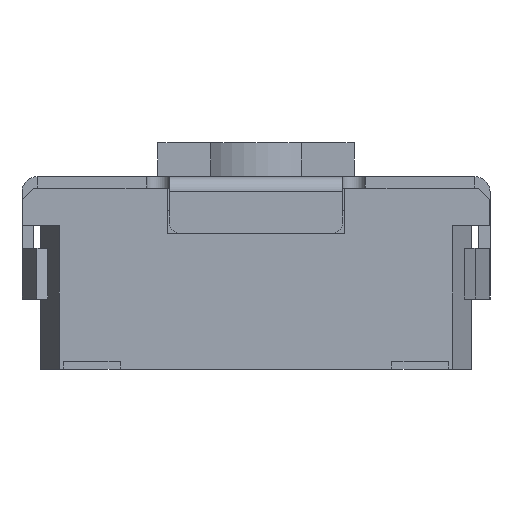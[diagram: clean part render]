
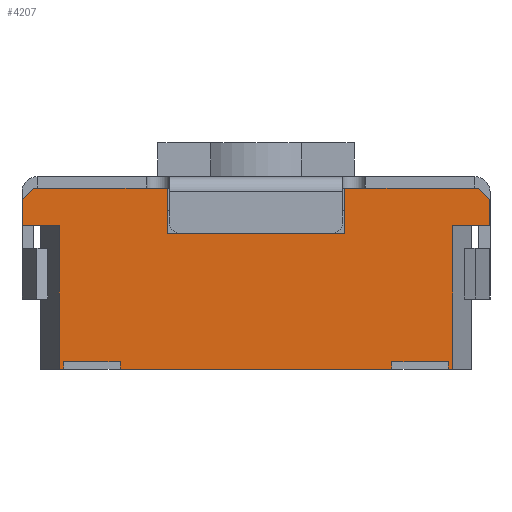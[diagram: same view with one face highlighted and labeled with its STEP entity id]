
A CAD part, left-side view. The second image highlights one B-rep face of the part: STEP entity #4207.
In plain terms, the highlighted planar face has unit normal (-1, 0, 0).
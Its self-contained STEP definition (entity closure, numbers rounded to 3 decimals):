
#295=ORIENTED_EDGE('',*,*,#1539,.F.);
#296=ORIENTED_EDGE('',*,*,#1540,.T.);
#297=ORIENTED_EDGE('',*,*,#1541,.F.);
#298=ORIENTED_EDGE('',*,*,#1542,.F.);
#299=ORIENTED_EDGE('',*,*,#1455,.F.);
#300=ORIENTED_EDGE('',*,*,#1543,.T.);
#301=ORIENTED_EDGE('',*,*,#1495,.F.);
#302=ORIENTED_EDGE('',*,*,#1544,.T.);
#303=ORIENTED_EDGE('',*,*,#1545,.T.);
#304=ORIENTED_EDGE('',*,*,#1546,.T.);
#305=ORIENTED_EDGE('',*,*,#1547,.T.);
#306=ORIENTED_EDGE('',*,*,#1548,.T.);
#307=ORIENTED_EDGE('',*,*,#1549,.F.);
#308=ORIENTED_EDGE('',*,*,#1522,.F.);
#309=ORIENTED_EDGE('',*,*,#1550,.F.);
#310=ORIENTED_EDGE('',*,*,#1537,.T.);
#311=ORIENTED_EDGE('',*,*,#1551,.T.);
#312=ORIENTED_EDGE('',*,*,#1531,.T.);
#313=ORIENTED_EDGE('',*,*,#1552,.T.);
#314=ORIENTED_EDGE('',*,*,#1535,.T.);
#315=ORIENTED_EDGE('',*,*,#1553,.F.);
#316=ORIENTED_EDGE('',*,*,#1554,.T.);
#1455=EDGE_CURVE('',#2082,#2083,#2488,.T.);
#1495=EDGE_CURVE('',#2121,#2122,#2528,.T.);
#1522=EDGE_CURVE('',#2140,#2141,#2555,.T.);
#1531=EDGE_CURVE('',#2147,#2149,#2564,.T.);
#1535=EDGE_CURVE('',#2151,#2152,#2568,.T.);
#1537=EDGE_CURVE('',#2154,#2153,#2570,.T.);
#1539=EDGE_CURVE('',#2155,#2156,#2572,.T.);
#1540=EDGE_CURVE('',#2155,#2157,#2573,.T.);
#1541=EDGE_CURVE('',#2158,#2157,#2574,.T.);
#1542=EDGE_CURVE('',#2083,#2158,#2575,.T.);
#1543=EDGE_CURVE('',#2082,#2122,#2576,.T.);
#1544=EDGE_CURVE('',#2121,#2159,#2577,.T.);
#1545=EDGE_CURVE('',#2159,#2160,#2578,.T.);
#1546=EDGE_CURVE('',#2160,#2161,#2579,.T.);
#1547=EDGE_CURVE('',#2161,#2162,#2580,.T.);
#1548=EDGE_CURVE('',#2162,#2163,#2581,.T.);
#1549=EDGE_CURVE('',#2141,#2163,#2582,.T.);
#1550=EDGE_CURVE('',#2154,#2140,#2583,.T.);
#1551=EDGE_CURVE('',#2153,#2147,#2584,.T.);
#1552=EDGE_CURVE('',#2149,#2151,#2585,.T.);
#1553=EDGE_CURVE('',#2164,#2152,#2586,.T.);
#1554=EDGE_CURVE('',#2164,#2156,#2587,.T.);
#2082=VERTEX_POINT('',#6015);
#2083=VERTEX_POINT('',#6017);
#2121=VERTEX_POINT('',#6098);
#2122=VERTEX_POINT('',#6100);
#2140=VERTEX_POINT('',#6151);
#2141=VERTEX_POINT('',#6153);
#2147=VERTEX_POINT('',#6167);
#2149=VERTEX_POINT('',#6171);
#2151=VERTEX_POINT('',#6176);
#2152=VERTEX_POINT('',#6179);
#2153=VERTEX_POINT('',#6183);
#2154=VERTEX_POINT('',#6185);
#2155=VERTEX_POINT('',#6189);
#2156=VERTEX_POINT('',#6190);
#2157=VERTEX_POINT('',#6192);
#2158=VERTEX_POINT('',#6194);
#2159=VERTEX_POINT('',#6198);
#2160=VERTEX_POINT('',#6200);
#2161=VERTEX_POINT('',#6202);
#2162=VERTEX_POINT('',#6204);
#2163=VERTEX_POINT('',#6206);
#2164=VERTEX_POINT('',#6212);
#2488=LINE('',#6016,#3015);
#2528=LINE('',#6099,#3055);
#2555=LINE('',#6152,#3082);
#2564=LINE('',#6172,#3091);
#2568=LINE('',#6180,#3095);
#2570=LINE('',#6184,#3097);
#2572=LINE('',#6188,#3099);
#2573=LINE('',#6191,#3100);
#2574=LINE('',#6193,#3101);
#2575=LINE('',#6195,#3102);
#2576=LINE('',#6196,#3103);
#2577=LINE('',#6197,#3104);
#2578=LINE('',#6199,#3105);
#2579=LINE('',#6201,#3106);
#2580=LINE('',#6203,#3107);
#2581=LINE('',#6205,#3108);
#2582=LINE('',#6207,#3109);
#2583=LINE('',#6208,#3110);
#2584=LINE('',#6209,#3111);
#2585=LINE('',#6210,#3112);
#2586=LINE('',#6211,#3113);
#2587=LINE('',#6213,#3114);
#3015=VECTOR('',#4823,1000.);
#3055=VECTOR('',#4871,1000.);
#3082=VECTOR('',#4912,1000.);
#3091=VECTOR('',#4925,1000.);
#3095=VECTOR('',#4931,1000.);
#3097=VECTOR('',#4935,1000.);
#3099=VECTOR('',#4939,1000.);
#3100=VECTOR('',#4940,1000.);
#3101=VECTOR('',#4941,1000.);
#3102=VECTOR('',#4942,1000.);
#3103=VECTOR('',#4943,1000.);
#3104=VECTOR('',#4944,1000.);
#3105=VECTOR('',#4945,1000.);
#3106=VECTOR('',#4946,1000.);
#3107=VECTOR('',#4947,1000.);
#3108=VECTOR('',#4948,1000.);
#3109=VECTOR('',#4949,1000.);
#3110=VECTOR('',#4950,1000.);
#3111=VECTOR('',#4951,1000.);
#3112=VECTOR('',#4952,1000.);
#3113=VECTOR('',#4953,1000.);
#3114=VECTOR('',#4954,1000.);
#3555=EDGE_LOOP('',(#295,#296,#297,#298,#299,#300,#301,#302,#303,#304,#305,
#306,#307,#308,#309,#310,#311,#312,#313,#314,#315,#316));
#3790=FACE_BOUND('',#3555,.T.);
#4025=PLANE('',#4501);
#4207=ADVANCED_FACE('',(#3790),#4025,.F.);
#4501=AXIS2_PLACEMENT_3D('',#6187,#4937,#4938);
#4823=DIRECTION('',(0.,-1.,0.));
#4871=DIRECTION('',(0.,-1.,0.));
#4912=DIRECTION('',(0.,1.,0.));
#4925=DIRECTION('',(0.,-1.,0.));
#4931=DIRECTION('',(0.,-1.,0.));
#4935=DIRECTION('',(0.,-1.,0.));
#4937=DIRECTION('',(1.,0.,0.));
#4938=DIRECTION('',(0.,0.,-1.));
#4939=DIRECTION('',(0.,0.,-1.));
#4940=DIRECTION('',(0.,0.707,0.707));
#4941=DIRECTION('',(0.,-1.,0.));
#4942=DIRECTION('',(0.,0.,1.));
#4943=DIRECTION('',(0.,0.,1.));
#4944=DIRECTION('',(0.,0.707,-0.707));
#4945=DIRECTION('',(0.,0.,-1.));
#4946=DIRECTION('',(0.,-1.,0.));
#4947=DIRECTION('',(0.,0.,-1.));
#4948=DIRECTION('',(0.,-1.,0.));
#4949=DIRECTION('',(0.,0.,-1.));
#4950=DIRECTION('',(0.,0.,1.));
#4951=DIRECTION('',(0.,0.,1.));
#4952=DIRECTION('',(0.,0.,-1.));
#4953=DIRECTION('',(0.,0.,-1.));
#4954=DIRECTION('',(0.,-1.,0.));
#6015=CARTESIAN_POINT('',(-1.775,1.175,1.8));
#6016=CARTESIAN_POINT('',(-1.775,1.175,1.8));
#6017=CARTESIAN_POINT('',(-1.775,-1.175,1.8));
#6098=CARTESIAN_POINT('',(-1.775,2.95,2.4));
#6099=CARTESIAN_POINT('',(-1.775,3.1,2.4));
#6100=CARTESIAN_POINT('',(-1.775,1.175,2.4));
#6151=CARTESIAN_POINT('',(-1.775,1.8,0.1));
#6152=CARTESIAN_POINT('',(-1.775,1.8,0.1));
#6153=CARTESIAN_POINT('',(-1.775,2.55,0.1));
#6167=CARTESIAN_POINT('',(-1.775,-1.8,0.1));
#6171=CARTESIAN_POINT('',(-1.775,-2.55,0.1));
#6172=CARTESIAN_POINT('',(-1.775,-1.8,0.1));
#6176=CARTESIAN_POINT('',(-1.775,-2.55,0.));
#6179=CARTESIAN_POINT('',(-1.775,-2.608,0.));
#6180=CARTESIAN_POINT('',(-1.775,3.1,0.));
#6183=CARTESIAN_POINT('',(-1.775,-1.8,0.));
#6184=CARTESIAN_POINT('',(-1.775,3.1,0.));
#6185=CARTESIAN_POINT('',(-1.775,1.8,0.));
#6187=CARTESIAN_POINT('',(-1.775,3.1,2.4));
#6188=CARTESIAN_POINT('',(-1.775,-3.1,2.4));
#6189=CARTESIAN_POINT('',(-1.775,-3.1,2.25));
#6190=CARTESIAN_POINT('',(-1.775,-3.1,1.9));
#6191=CARTESIAN_POINT('',(-1.775,-2.95,2.4));
#6192=CARTESIAN_POINT('',(-1.775,-2.95,2.4));
#6193=CARTESIAN_POINT('',(-1.775,3.1,2.4));
#6194=CARTESIAN_POINT('',(-1.775,-1.175,2.4));
#6195=CARTESIAN_POINT('',(-1.775,-1.175,1.8));
#6196=CARTESIAN_POINT('',(-1.775,1.175,1.8));
#6197=CARTESIAN_POINT('',(-1.775,2.95,2.4));
#6198=CARTESIAN_POINT('',(-1.775,3.1,2.25));
#6199=CARTESIAN_POINT('',(-1.775,3.1,2.4));
#6200=CARTESIAN_POINT('',(-1.775,3.1,1.9));
#6201=CARTESIAN_POINT('',(-1.775,3.1,1.9));
#6202=CARTESIAN_POINT('',(-1.775,2.608,1.9));
#6203=CARTESIAN_POINT('',(-1.775,2.608,1.9));
#6204=CARTESIAN_POINT('',(-1.775,2.608,0.));
#6205=CARTESIAN_POINT('',(-1.775,3.1,0.));
#6206=CARTESIAN_POINT('',(-1.775,2.55,0.));
#6207=CARTESIAN_POINT('',(-1.775,2.55,0.1));
#6208=CARTESIAN_POINT('',(-1.775,1.8,0.));
#6209=CARTESIAN_POINT('',(-1.775,-1.8,0.));
#6210=CARTESIAN_POINT('',(-1.775,-2.55,0.1));
#6211=CARTESIAN_POINT('',(-1.775,-2.608,1.9));
#6212=CARTESIAN_POINT('',(-1.775,-2.608,1.9));
#6213=CARTESIAN_POINT('',(-1.775,-2.608,1.9));
